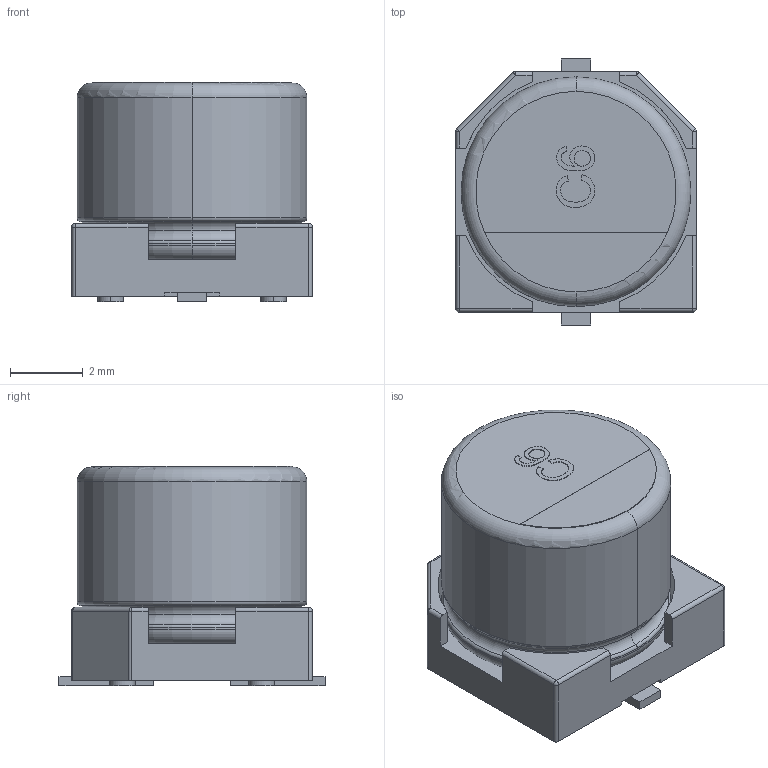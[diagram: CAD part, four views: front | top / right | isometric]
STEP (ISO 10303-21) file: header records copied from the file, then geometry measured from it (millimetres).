
FILE_DESCRIPTION (( 'STEP AP214' ), '1' );
FILE_NAME ('SMD Capacitor Polar C6 (6.3X6mm).STEP', '2019-06-13T11:29:47', ( '' ), ( '' ), 'SwSTEP 2.0', 'SolidWorks 2018', '' );
FILE_SCHEMA (( 'AUTOMOTIVE_DESIGN' ));
Length unit declared in the file: millimetre
Products named in the file (1): SMD Capacitor Polar C6 (6.3X6mm)
Bounding box: 6.6 x 7.3 x 6.02 mm (x, y, z)
Volume: 196.3 mm3; surface area: 247.6 mm2
Topology: 1 solids, 1 shells, 127 faces, 317 edges, 196 vertices
Faces by surface type: plane 53, cylinder 33, bspline 23, torus 12, sphere 6
Entity records: 6549 total; most frequent: CARTESIAN_POINT 2204, ORIENTED_EDGE 626, DIRECTION 566, EDGE_CURVE 313, VERTEX_POINT 196, AXIS2_PLACEMENT_3D 194, LINE 178, VECTOR 178
